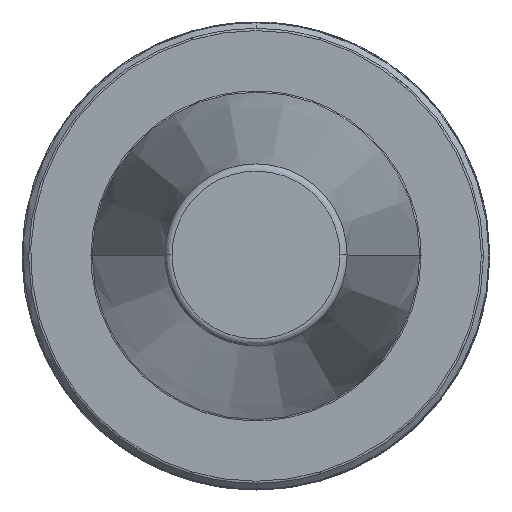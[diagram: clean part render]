
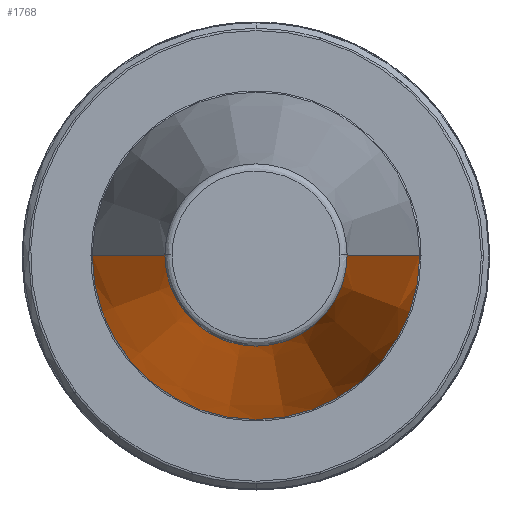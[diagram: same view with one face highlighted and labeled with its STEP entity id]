
A CAD part, top view. The second image highlights one B-rep face of the part: STEP entity #1768.
In plain terms, the highlighted conical face has half-angle 8.297 degrees and reference radius 22.225 mm.
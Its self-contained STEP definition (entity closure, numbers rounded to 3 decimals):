
#57 = VERTEX_POINT ( 'NONE', #2150 ) ;
#161 = DIRECTION ( 'NONE',  ( 0., 0., -1. ) ) ;
#171 = DIRECTION ( 'NONE',  ( 0., 0., 1. ) ) ;
#310 = VERTEX_POINT ( 'NONE', #1641 ) ;
#371 = CARTESIAN_POINT ( 'NONE',  ( 0., 0., 67.544 ) ) ;
#419 = CARTESIAN_POINT ( 'NONE',  ( -22.225, 0., 0. ) ) ;
#523 = CIRCLE ( 'NONE', #2126, 12.375 ) ;
#533 = DIRECTION ( 'NONE',  ( -1., 0., 0. ) ) ;
#636 = ORIENTED_EDGE ( 'NONE', *, *, #1754, .T. ) ;
#784 = CIRCLE ( 'NONE', #2620, 22.225 ) ;
#858 = CARTESIAN_POINT ( 'NONE',  ( 22.225, 0., 0. ) ) ;
#873 = VECTOR ( 'NONE', #1113, 1000. ) ;
#1113 = DIRECTION ( 'NONE',  ( 0.144, 0., -0.99 ) ) ;
#1145 = LINE ( 'NONE', #858, #873 ) ;
#1217 = EDGE_LOOP ( 'NONE', ( #1384, #2204, #636, #3031 ) ) ;
#1228 = CARTESIAN_POINT ( 'NONE',  ( -12.375, 0., 67.544 ) ) ;
#1375 = VERTEX_POINT ( 'NONE', #1228 ) ;
#1384 = ORIENTED_EDGE ( 'NONE', *, *, #2154, .F. ) ;
#1494 = FACE_OUTER_BOUND ( 'NONE', #1217, .T. ) ;
#1499 = EDGE_CURVE ( 'NONE', #310, #1375, #523, .T. ) ;
#1503 = CONICAL_SURFACE ( 'NONE', #2241, 22.225, 0.145 ) ;
#1624 = CARTESIAN_POINT ( 'NONE',  ( -22.225, 0., 0. ) ) ;
#1641 = CARTESIAN_POINT ( 'NONE',  ( 12.375, 0., 67.544 ) ) ;
#1699 = CARTESIAN_POINT ( 'NONE',  ( 0., 0., 0. ) ) ;
#1754 = EDGE_CURVE ( 'NONE', #1375, #2234, #2679, .T. ) ;
#1768 = ADVANCED_FACE ( 'NONE', ( #1494 ), #1503, .T. ) ;
#1898 = DIRECTION ( 'NONE',  ( -1., 0., 0. ) ) ;
#1914 = DIRECTION ( 'NONE',  ( -1., 0., 0. ) ) ;
#2126 = AXIS2_PLACEMENT_3D ( 'NONE', #371, #161, #533 ) ;
#2127 = CARTESIAN_POINT ( 'NONE',  ( 0., 0., 0. ) ) ;
#2150 = CARTESIAN_POINT ( 'NONE',  ( 22.225, 0., 0. ) ) ;
#2154 = EDGE_CURVE ( 'NONE', #310, #57, #1145, .T. ) ;
#2204 = ORIENTED_EDGE ( 'NONE', *, *, #1499, .T. ) ;
#2234 = VERTEX_POINT ( 'NONE', #1624 ) ;
#2237 = VECTOR ( 'NONE', #2345, 1000. ) ;
#2241 = AXIS2_PLACEMENT_3D ( 'NONE', #2127, #2972, #1898 ) ;
#2345 = DIRECTION ( 'NONE',  ( -0.144, 0., -0.99 ) ) ;
#2620 = AXIS2_PLACEMENT_3D ( 'NONE', #1699, #171, #1914 ) ;
#2679 = LINE ( 'NONE', #419, #2237 ) ;
#2743 = EDGE_CURVE ( 'NONE', #2234, #57, #784, .T. ) ;
#2972 = DIRECTION ( 'NONE',  ( 0., 0., -1. ) ) ;
#3031 = ORIENTED_EDGE ( 'NONE', *, *, #2743, .T. ) ;
